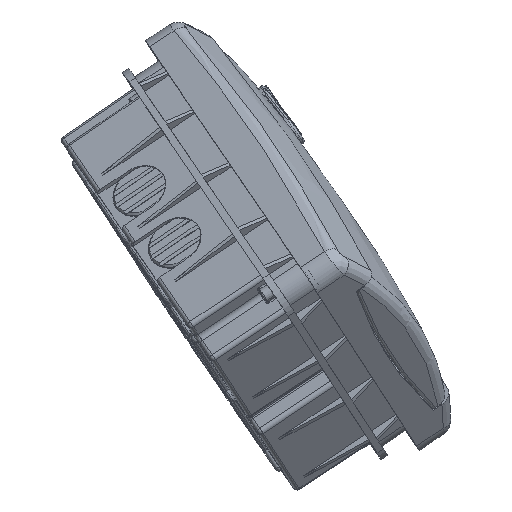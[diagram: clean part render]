
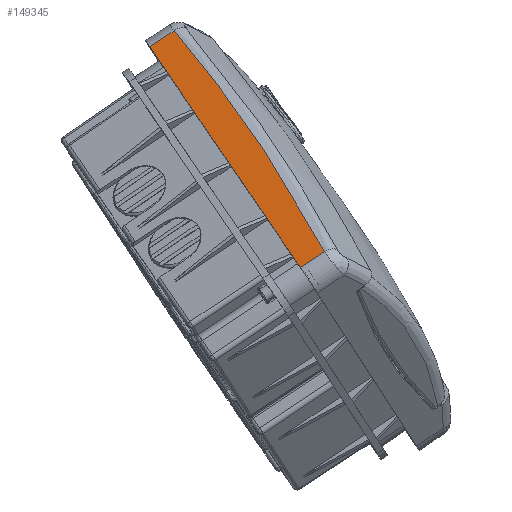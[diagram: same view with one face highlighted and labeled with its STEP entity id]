
A CAD part, top view. The second image highlights one B-rep face of the part: STEP entity #149345.
In plain terms, the highlighted face is planar.
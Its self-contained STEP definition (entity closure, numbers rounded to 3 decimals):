
#10835 = B_SPLINE_CURVE_WITH_KNOTS ( 'NONE', 3,
 ( #99709, #220909, #16647, #103003, #218682 ),
 .UNSPECIFIED., .F., .F.,
 ( 4, 1, 4 ),
 ( 0., 0.081, 0.162 ),
 .UNSPECIFIED. ) ;
#10978 = AXIS2_PLACEMENT_3D ( 'NONE', #57446, #77592, #22669 ) ;
#14273 = CARTESIAN_POINT ( 'NONE',  ( -91., 75., 0. ) ) ;
#14787 = EDGE_LOOP ( 'NONE', ( #198201, #197887, #137343, #197433 ) ) ;
#16647 = CARTESIAN_POINT ( 'NONE',  ( 0., 74.844, 17.898 ) ) ;
#22669 = DIRECTION ( 'NONE',  ( 0., -0.009, 1. ) ) ;
#27488 = CARTESIAN_POINT ( 'NONE',  ( 81., 75., 0. ) ) ;
#29906 = CARTESIAN_POINT ( 'NONE',  ( 80.987, 74.987, 1.501 ) ) ;
#32654 = EDGE_CURVE ( '������34', #61438, #121854, #115192, .T. ) ;
#35062 = CARTESIAN_POINT ( 'NONE',  ( 80.883, 74.883, 13.438 ) ) ;
#52903 = LINE ( 'NONE', #208889, #104847 ) ;
#55141 = DIRECTION ( 'NONE',  ( 0.009, -0.009, 1. ) ) ;
#57446 = CARTESIAN_POINT ( 'NONE',  ( -91., 75., 0. ) ) ;
#61438 = VERTEX_POINT ( 'NONE', #35062 ) ;
#77592 = DIRECTION ( 'NONE',  ( 0., 1., 0.009 ) ) ;
#83860 = LINE ( 'NONE', #14273, #200483 ) ;
#91718 = EDGE_CURVE ( 'NONE', #211605, #61438, #10835, .T. ) ;
#93136 = DIRECTION ( 'NONE',  ( 0.009, 0.009, -1. ) ) ;
#97367 = DIRECTION ( 'NONE',  ( -1., 0., 0. ) ) ;
#99709 = CARTESIAN_POINT ( 'NONE',  ( -80.883, 74.883, 13.438 ) ) ;
#103003 = CARTESIAN_POINT ( 'NONE',  ( 53.922, 74.863, 15.677 ) ) ;
#104847 = VECTOR ( 'NONE', #55141, 1000. ) ;
#110248 = VERTEX_POINT ( 'NONE', #146747 ) ;
#115192 = LINE ( 'NONE', #29906, #209329 ) ;
#115746 = CARTESIAN_POINT ( 'NONE',  ( -80.883, 74.883, 13.438 ) ) ;
#121854 = VERTEX_POINT ( 'NONE', #27488 ) ;
#137343 = ORIENTED_EDGE ( 'NONE', *, *, #32654, .T. ) ;
#146747 = CARTESIAN_POINT ( 'NONE',  ( -81., 75., 0. ) ) ;
#149345 = ADVANCED_FACE ( '�����14', ( #210089 ), #197644, .T. ) ;
#169595 = EDGE_CURVE ( 'NONE', #110248, #211605, #52903, .T. ) ;
#197433 = ORIENTED_EDGE ( 'NONE', *, *, #218013, .T. ) ;
#197644 = PLANE ( 'NONE',  #10978 ) ;
#197887 = ORIENTED_EDGE ( 'NONE', *, *, #91718, .T. ) ;
#198201 = ORIENTED_EDGE ( 'NONE', *, *, #169595, .T. ) ;
#200483 = VECTOR ( 'NONE', #97367, 1000. ) ;
#208889 = CARTESIAN_POINT ( 'NONE',  ( -81.001, 75.001, -0.087 ) ) ;
#209329 = VECTOR ( 'NONE', #93136, 1000. ) ;
#210089 = FACE_OUTER_BOUND ( 'NONE', #14787, .T. ) ;
#211605 = VERTEX_POINT ( 'NONE', #115746 ) ;
#218013 = EDGE_CURVE ( '������43', #121854, #110248, #83860, .T. ) ;
#218682 = CARTESIAN_POINT ( 'NONE',  ( 80.883, 74.883, 13.438 ) ) ;
#220909 = CARTESIAN_POINT ( 'NONE',  ( -53.922, 74.863, 15.677 ) ) ;
